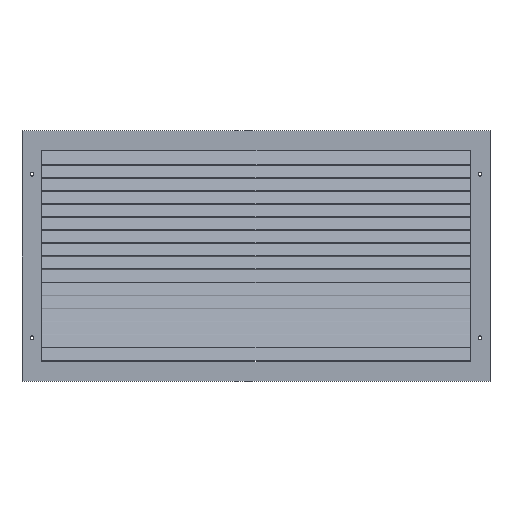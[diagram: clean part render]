
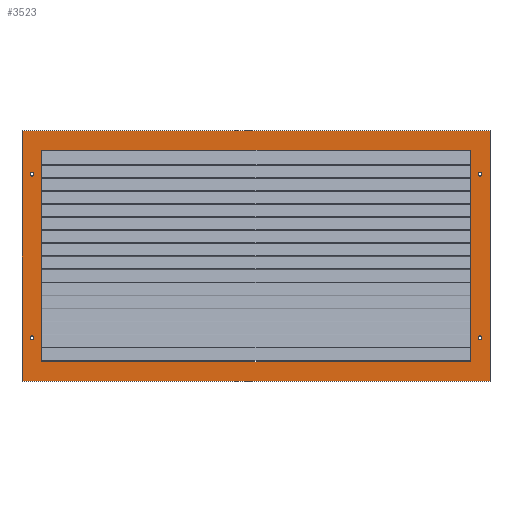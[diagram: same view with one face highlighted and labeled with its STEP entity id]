
A CAD part, top view. The second image highlights one B-rep face of the part: STEP entity #3523.
In plain terms, the highlighted planar face has unit normal (0, 0, 1).
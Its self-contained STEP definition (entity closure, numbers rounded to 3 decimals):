
#40 = ORIENTED_EDGE ( 'NONE', *, *, #3195, .F. ) ;
#44 = CARTESIAN_POINT ( 'NONE',  ( -514.5, -187.5, 2. ) ) ;
#51 = DIRECTION ( 'NONE',  ( 1., 0., 0. ) ) ;
#71 = AXIS2_PLACEMENT_3D ( 'NONE', #3224, #3235, #2672 ) ;
#85 = VERTEX_POINT ( 'NONE', #917 ) ;
#93 = CARTESIAN_POINT ( 'NONE',  ( -492.5, -242.5, 2. ) ) ;
#163 = ORIENTED_EDGE ( 'NONE', *, *, #3140, .F. ) ;
#185 = DIRECTION ( 'NONE',  ( 1., 0., 0. ) ) ;
#202 = VERTEX_POINT ( 'NONE', #450 ) ;
#239 = ORIENTED_EDGE ( 'NONE', *, *, #2594, .T. ) ;
#248 = EDGE_CURVE ( 'NONE', #3233, #250, #1781, .T. ) ;
#250 = VERTEX_POINT ( 'NONE', #3188 ) ;
#310 = CARTESIAN_POINT ( 'NONE',  ( 514.5, -187.5, 2. ) ) ;
#312 = DIRECTION ( 'NONE',  ( 0., 0., 1. ) ) ;
#317 = EDGE_CURVE ( 'NONE', #202, #85, #2438, .T. ) ;
#368 = DIRECTION ( 'NONE',  ( 1., 0., 0. ) ) ;
#405 = EDGE_CURVE ( 'NONE', #3107, #3265, #2875, .T. ) ;
#448 = CIRCLE ( 'NONE', #2546, 4.2 ) ;
#450 = CARTESIAN_POINT ( 'NONE',  ( 492.5, 242.5, 2. ) ) ;
#463 = VECTOR ( 'NONE', #2988, 1000. ) ;
#625 = AXIS2_PLACEMENT_3D ( 'NONE', #2809, #1718, #1975 ) ;
#791 = AXIS2_PLACEMENT_3D ( 'NONE', #1251, #1043, #185 ) ;
#835 = DIRECTION ( 'NONE',  ( 1., 0., 0. ) ) ;
#838 = CARTESIAN_POINT ( 'NONE',  ( 518.7, 187.5, 2. ) ) ;
#890 = LINE ( 'NONE', #2927, #1944 ) ;
#893 = ORIENTED_EDGE ( 'NONE', *, *, #1772, .F. ) ;
#917 = CARTESIAN_POINT ( 'NONE',  ( -492.5, 242.5, 2. ) ) ;
#921 = CARTESIAN_POINT ( 'NONE',  ( 537.5, 287.5, 2. ) ) ;
#936 = CIRCLE ( 'NONE', #1608, 4.2 ) ;
#973 = CARTESIAN_POINT ( 'NONE',  ( 510.3, 187.5, 2. ) ) ;
#977 = CARTESIAN_POINT ( 'NONE',  ( -492.5, 242.5, 2. ) ) ;
#1041 = CARTESIAN_POINT ( 'NONE',  ( -537.5, 287.5, 2. ) ) ;
#1043 = DIRECTION ( 'NONE',  ( 0., 0., 1. ) ) ;
#1100 = VECTOR ( 'NONE', #1803, 1000. ) ;
#1163 = VERTEX_POINT ( 'NONE', #1370 ) ;
#1205 = VERTEX_POINT ( 'NONE', #921 ) ;
#1251 = CARTESIAN_POINT ( 'NONE',  ( -514.5, 187.5, 2. ) ) ;
#1271 = EDGE_LOOP ( 'NONE', ( #239, #3414, #3552, #3415 ) ) ;
#1281 = CARTESIAN_POINT ( 'NONE',  ( 514.5, 187.5, 2. ) ) ;
#1300 = VECTOR ( 'NONE', #2760, 1000. ) ;
#1366 = DIRECTION ( 'NONE',  ( 0., 0., 1. ) ) ;
#1370 = CARTESIAN_POINT ( 'NONE',  ( 518.7, -187.5, 2. ) ) ;
#1384 = CIRCLE ( 'NONE', #625, 4.2 ) ;
#1407 = ORIENTED_EDGE ( 'NONE', *, *, #2179, .F. ) ;
#1444 = CARTESIAN_POINT ( 'NONE',  ( 0., 0., 2. ) ) ;
#1462 = EDGE_CURVE ( 'NONE', #250, #3233, #1474, .T. ) ;
#1474 = CIRCLE ( 'NONE', #791, 4.2 ) ;
#1477 = FACE_BOUND ( 'NONE', #2969, .T. ) ;
#1503 = CARTESIAN_POINT ( 'NONE',  ( 514.5, -187.5, 2. ) ) ;
#1554 = DIRECTION ( 'NONE',  ( 0., 0., 1. ) ) ;
#1583 = ORIENTED_EDGE ( 'NONE', *, *, #3160, .F. ) ;
#1592 = EDGE_CURVE ( 'NONE', #2587, #202, #2736, .T. ) ;
#1608 = AXIS2_PLACEMENT_3D ( 'NONE', #3390, #3355, #1728 ) ;
#1615 = ORIENTED_EDGE ( 'NONE', *, *, #248, .F. ) ;
#1664 = ORIENTED_EDGE ( 'NONE', *, *, #1462, .F. ) ;
#1665 = DIRECTION ( 'NONE',  ( 1., 0., 0. ) ) ;
#1691 = EDGE_LOOP ( 'NONE', ( #1797, #1583, #2715, #1878 ) ) ;
#1695 = CARTESIAN_POINT ( 'NONE',  ( -492.5, -242.5, 2. ) ) ;
#1718 = DIRECTION ( 'NONE',  ( 0., 0., 1. ) ) ;
#1728 = DIRECTION ( 'NONE',  ( 1., 0., 0. ) ) ;
#1763 = VERTEX_POINT ( 'NONE', #1695 ) ;
#1772 = EDGE_CURVE ( 'NONE', #3273, #2571, #3538, .T. ) ;
#1781 = CIRCLE ( 'NONE', #71, 4.2 ) ;
#1784 = ORIENTED_EDGE ( 'NONE', *, *, #2886, .F. ) ;
#1792 = DIRECTION ( 'NONE',  ( 0., 0., 1. ) ) ;
#1797 = ORIENTED_EDGE ( 'NONE', *, *, #2898, .F. ) ;
#1800 = DIRECTION ( 'NONE',  ( 1., 0., 0. ) ) ;
#1803 = DIRECTION ( 'NONE',  ( 0., -1., 0. ) ) ;
#1808 = AXIS2_PLACEMENT_3D ( 'NONE', #44, #1366, #1665 ) ;
#1840 = DIRECTION ( 'NONE',  ( -1., 0., 0. ) ) ;
#1841 = DIRECTION ( 'NONE',  ( 1., 0., 0. ) ) ;
#1878 = ORIENTED_EDGE ( 'NONE', *, *, #1592, .F. ) ;
#1944 = VECTOR ( 'NONE', #1800, 1000. ) ;
#1971 = EDGE_CURVE ( 'NONE', #3265, #2257, #890, .T. ) ;
#1975 = DIRECTION ( 'NONE',  ( 1., 0., 0. ) ) ;
#1995 = VECTOR ( 'NONE', #2570, 1000. ) ;
#2086 = EDGE_LOOP ( 'NONE', ( #1615, #1664 ) ) ;
#2114 = CARTESIAN_POINT ( 'NONE',  ( 492.5, -242.5, 2. ) ) ;
#2179 = EDGE_CURVE ( 'NONE', #1163, #2401, #3055, .T. ) ;
#2220 = LINE ( 'NONE', #2709, #1300 ) ;
#2237 = VERTEX_POINT ( 'NONE', #973 ) ;
#2256 = LINE ( 'NONE', #977, #1100 ) ;
#2257 = VERTEX_POINT ( 'NONE', #2902 ) ;
#2261 = LINE ( 'NONE', #93, #3171 ) ;
#2383 = CARTESIAN_POINT ( 'NONE',  ( -537.5, -287.5, 2. ) ) ;
#2393 = VECTOR ( 'NONE', #1840, 1000. ) ;
#2401 = VERTEX_POINT ( 'NONE', #3022 ) ;
#2421 = CARTESIAN_POINT ( 'NONE',  ( 492.5, 242.5, 2. ) ) ;
#2424 = DIRECTION ( 'NONE',  ( 0., 1., 0. ) ) ;
#2425 = CARTESIAN_POINT ( 'NONE',  ( -518.7, -187.5, 2. ) ) ;
#2438 = LINE ( 'NONE', #2421, #2393 ) ;
#2477 = DIRECTION ( 'NONE',  ( 0., 0., 1. ) ) ;
#2498 = ORIENTED_EDGE ( 'NONE', *, *, #3531, .F. ) ;
#2520 = CIRCLE ( 'NONE', #3280, 4.2 ) ;
#2524 = VECTOR ( 'NONE', #2424, 1000. ) ;
#2546 = AXIS2_PLACEMENT_3D ( 'NONE', #1503, #1792, #3437 ) ;
#2565 = FACE_BOUND ( 'NONE', #2607, .T. ) ;
#2570 = DIRECTION ( 'NONE',  ( -1., 0., 0. ) ) ;
#2571 = VERTEX_POINT ( 'NONE', #2425 ) ;
#2587 = VERTEX_POINT ( 'NONE', #2114 ) ;
#2594 = EDGE_CURVE ( 'NONE', #2257, #1205, #2220, .T. ) ;
#2607 = EDGE_LOOP ( 'NONE', ( #1784, #40 ) ) ;
#2672 = DIRECTION ( 'NONE',  ( 1., 0., 0. ) ) ;
#2681 = AXIS2_PLACEMENT_3D ( 'NONE', #310, #2477, #835 ) ;
#2693 = CARTESIAN_POINT ( 'NONE',  ( 492.5, -242.5, 2. ) ) ;
#2706 = CARTESIAN_POINT ( 'NONE',  ( -510.3, -187.5, 2. ) ) ;
#2709 = CARTESIAN_POINT ( 'NONE',  ( 537.5, 287.5, 2. ) ) ;
#2715 = ORIENTED_EDGE ( 'NONE', *, *, #317, .F. ) ;
#2736 = LINE ( 'NONE', #2693, #2524 ) ;
#2760 = DIRECTION ( 'NONE',  ( 0., 1., 0. ) ) ;
#2808 = CARTESIAN_POINT ( 'NONE',  ( -537.5, 287.5, 2. ) ) ;
#2809 = CARTESIAN_POINT ( 'NONE',  ( -514.5, -187.5, 2. ) ) ;
#2818 = PLANE ( 'NONE',  #3451 ) ;
#2843 = VERTEX_POINT ( 'NONE', #838 ) ;
#2860 = EDGE_CURVE ( 'NONE', #1205, #3107, #3494, .T. ) ;
#2867 = FACE_OUTER_BOUND ( 'NONE', #1271, .T. ) ;
#2875 = LINE ( 'NONE', #1041, #463 ) ;
#2886 = EDGE_CURVE ( 'NONE', #2843, #2237, #936, .T. ) ;
#2898 = EDGE_CURVE ( 'NONE', #1763, #2587, #2261, .T. ) ;
#2902 = CARTESIAN_POINT ( 'NONE',  ( 537.5, -287.5, 2. ) ) ;
#2927 = CARTESIAN_POINT ( 'NONE',  ( -537.5, -287.5, 2. ) ) ;
#2928 = EDGE_LOOP ( 'NONE', ( #893, #2498 ) ) ;
#2969 = EDGE_LOOP ( 'NONE', ( #1407, #163 ) ) ;
#2988 = DIRECTION ( 'NONE',  ( 0., -1., 0. ) ) ;
#3022 = CARTESIAN_POINT ( 'NONE',  ( 510.3, -187.5, 2. ) ) ;
#3039 = FACE_BOUND ( 'NONE', #2086, .T. ) ;
#3055 = CIRCLE ( 'NONE', #2681, 4.2 ) ;
#3107 = VERTEX_POINT ( 'NONE', #3248 ) ;
#3140 = EDGE_CURVE ( 'NONE', #2401, #1163, #448, .T. ) ;
#3160 = EDGE_CURVE ( 'NONE', #85, #1763, #2256, .T. ) ;
#3171 = VECTOR ( 'NONE', #368, 1000. ) ;
#3188 = CARTESIAN_POINT ( 'NONE',  ( -518.7, 187.5, 2. ) ) ;
#3195 = EDGE_CURVE ( 'NONE', #2237, #2843, #2520, .T. ) ;
#3209 = FACE_BOUND ( 'NONE', #2928, .T. ) ;
#3224 = CARTESIAN_POINT ( 'NONE',  ( -514.5, 187.5, 2. ) ) ;
#3233 = VERTEX_POINT ( 'NONE', #3512 ) ;
#3235 = DIRECTION ( 'NONE',  ( 0., 0., 1. ) ) ;
#3248 = CARTESIAN_POINT ( 'NONE',  ( -537.5, 287.5, 2. ) ) ;
#3265 = VERTEX_POINT ( 'NONE', #2383 ) ;
#3273 = VERTEX_POINT ( 'NONE', #2706 ) ;
#3280 = AXIS2_PLACEMENT_3D ( 'NONE', #1281, #1554, #1841 ) ;
#3355 = DIRECTION ( 'NONE',  ( 0., 0., 1. ) ) ;
#3390 = CARTESIAN_POINT ( 'NONE',  ( 514.5, 187.5, 2. ) ) ;
#3414 = ORIENTED_EDGE ( 'NONE', *, *, #2860, .T. ) ;
#3415 = ORIENTED_EDGE ( 'NONE', *, *, #1971, .T. ) ;
#3437 = DIRECTION ( 'NONE',  ( 1., 0., 0. ) ) ;
#3451 = AXIS2_PLACEMENT_3D ( 'NONE', #1444, #312, #51 ) ;
#3462 = FACE_BOUND ( 'NONE', #1691, .T. ) ;
#3494 = LINE ( 'NONE', #2808, #1995 ) ;
#3512 = CARTESIAN_POINT ( 'NONE',  ( -510.3, 187.5, 2. ) ) ;
#3523 = ADVANCED_FACE ( 'NONE', ( #2565, #1477, #3209, #3039, #2867, #3462 ), #2818, .T. ) ;
#3531 = EDGE_CURVE ( 'NONE', #2571, #3273, #1384, .T. ) ;
#3538 = CIRCLE ( 'NONE', #1808, 4.2 ) ;
#3552 = ORIENTED_EDGE ( 'NONE', *, *, #405, .T. ) ;
